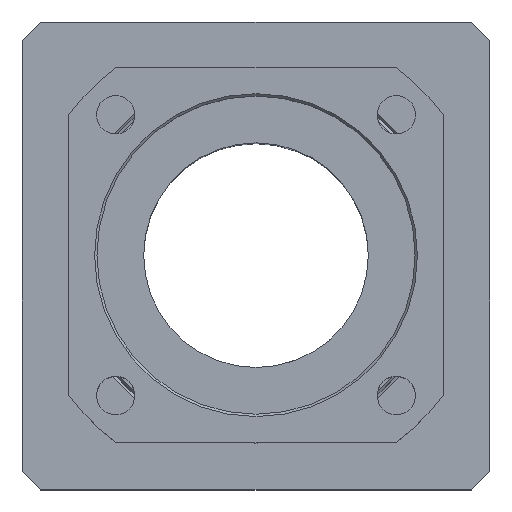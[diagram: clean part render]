
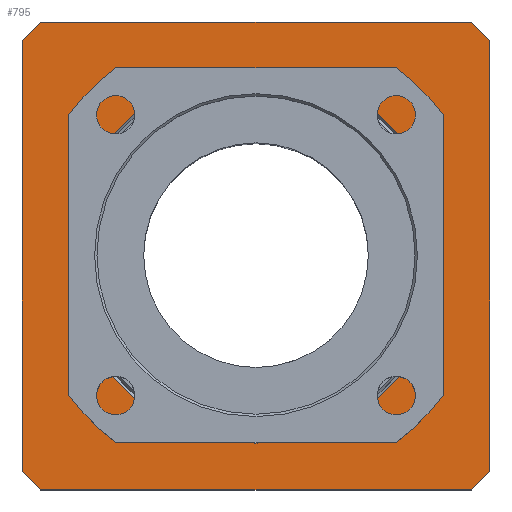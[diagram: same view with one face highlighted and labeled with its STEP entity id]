
A CAD part, top view. The second image highlights one B-rep face of the part: STEP entity #795.
In plain terms, the highlighted planar face has unit normal (0, 0, 1).
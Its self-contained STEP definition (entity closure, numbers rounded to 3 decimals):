
#34=LINE('',#1540,#74);
#38=LINE('',#1548,#78);
#39=LINE('',#1550,#79);
#40=LINE('',#1552,#80);
#41=LINE('',#1554,#81);
#42=LINE('',#1556,#82);
#43=LINE('',#1558,#83);
#44=LINE('',#1559,#84);
#74=VECTOR('',#1039,5.657);
#78=VECTOR('',#1045,92.);
#79=VECTOR('',#1046,5.657);
#80=VECTOR('',#1047,92.);
#81=VECTOR('',#1048,5.657);
#82=VECTOR('',#1049,92.);
#83=VECTOR('',#1050,5.657);
#84=VECTOR('',#1051,92.);
#107=PLANE('',#880);
#158=FACE_BOUND('',#289,.T.);
#207=FACE_OUTER_BOUND('',#288,.T.);
#288=EDGE_LOOP('',(#619,#620,#621,#622,#623,#624,#625,#626));
#289=EDGE_LOOP('',(#627));
#354=CIRCLE('',#881,40.);
#408=VERTEX_POINT('',#1538);
#409=VERTEX_POINT('',#1539);
#412=VERTEX_POINT('',#1547);
#413=VERTEX_POINT('',#1549);
#414=VERTEX_POINT('',#1551);
#415=VERTEX_POINT('',#1553);
#416=VERTEX_POINT('',#1555);
#417=VERTEX_POINT('',#1557);
#418=VERTEX_POINT('',#1560);
#486=EDGE_CURVE('',#408,#409,#34,.T.);
#490=EDGE_CURVE('',#412,#408,#38,.T.);
#491=EDGE_CURVE('',#413,#412,#39,.T.);
#492=EDGE_CURVE('',#414,#413,#40,.T.);
#493=EDGE_CURVE('',#415,#414,#41,.T.);
#494=EDGE_CURVE('',#416,#415,#42,.T.);
#495=EDGE_CURVE('',#417,#416,#43,.T.);
#496=EDGE_CURVE('',#409,#417,#44,.T.);
#497=EDGE_CURVE('',#418,#418,#354,.T.);
#619=ORIENTED_EDGE('',*,*,#486,.F.);
#620=ORIENTED_EDGE('',*,*,#490,.F.);
#621=ORIENTED_EDGE('',*,*,#491,.F.);
#622=ORIENTED_EDGE('',*,*,#492,.F.);
#623=ORIENTED_EDGE('',*,*,#493,.F.);
#624=ORIENTED_EDGE('',*,*,#494,.F.);
#625=ORIENTED_EDGE('',*,*,#495,.F.);
#626=ORIENTED_EDGE('',*,*,#496,.F.);
#627=ORIENTED_EDGE('',*,*,#497,.F.);
#795=ADVANCED_FACE('',(#207,#158),#107,.T.);
#880=AXIS2_PLACEMENT_3D('',#1546,#1043,#1044);
#881=AXIS2_PLACEMENT_3D('',#1561,#1052,#1053);
#1039=DIRECTION('',(-0.707,0.707,0.));
#1043=DIRECTION('center_axis',(0.,0.,1.));
#1044=DIRECTION('ref_axis',(1.,0.,0.));
#1045=DIRECTION('',(-1.,0.,0.));
#1046=DIRECTION('',(-0.707,-0.707,0.));
#1047=DIRECTION('',(0.,-1.,0.));
#1048=DIRECTION('',(0.707,-0.707,0.));
#1049=DIRECTION('',(1.,0.,0.));
#1050=DIRECTION('',(0.707,0.707,0.));
#1051=DIRECTION('',(0.,1.,0.));
#1052=DIRECTION('center_axis',(0.,0.,1.));
#1053=DIRECTION('ref_axis',(-1.,0.,0.));
#1538=CARTESIAN_POINT('',(-46.,-50.,12.));
#1539=CARTESIAN_POINT('',(-50.,-46.,12.));
#1540=CARTESIAN_POINT('',(-48.,-48.,12.));
#1546=CARTESIAN_POINT('Origin',(0.,0.,12.));
#1547=CARTESIAN_POINT('',(46.,-50.,12.));
#1548=CARTESIAN_POINT('',(50.,-50.,12.));
#1549=CARTESIAN_POINT('',(50.,-46.,12.));
#1550=CARTESIAN_POINT('',(48.,-48.,12.));
#1551=CARTESIAN_POINT('',(50.,46.,12.));
#1552=CARTESIAN_POINT('',(50.,50.,12.));
#1553=CARTESIAN_POINT('',(46.,50.,12.));
#1554=CARTESIAN_POINT('',(48.,48.,12.));
#1555=CARTESIAN_POINT('',(-46.,50.,12.));
#1556=CARTESIAN_POINT('',(-50.,50.,12.));
#1557=CARTESIAN_POINT('',(-50.,46.,12.));
#1558=CARTESIAN_POINT('',(-48.,48.,12.));
#1559=CARTESIAN_POINT('',(-50.,-50.,12.));
#1560=CARTESIAN_POINT('',(40.,0.,12.));
#1561=CARTESIAN_POINT('Origin',(0.,0.,12.));
